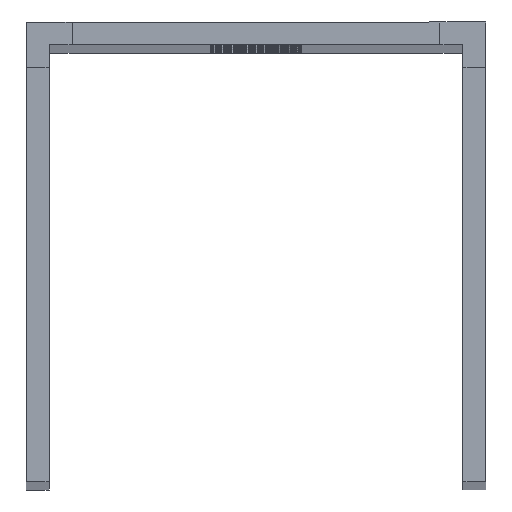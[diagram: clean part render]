
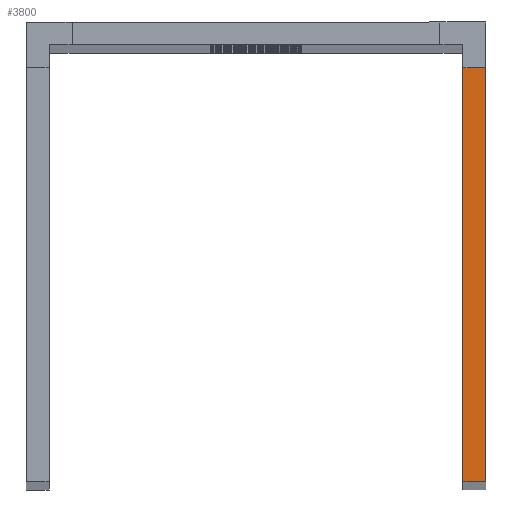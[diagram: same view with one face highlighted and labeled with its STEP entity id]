
A CAD part, top view. The second image highlights one B-rep face of the part: STEP entity #3800.
In plain terms, the highlighted planar face has unit normal (0, 0, 1).
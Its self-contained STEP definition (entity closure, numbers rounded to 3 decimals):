
#491=FACE_OUTER_BOUND('',#743,.T.);
#743=EDGE_LOOP('',(#3324,#3325,#3326,#3327));
#753=LINE('',#5190,#1113);
#886=LINE('',#5663,#1246);
#891=LINE('',#5672,#1251);
#1106=LINE('',#6205,#1466);
#1113=VECTOR('',#4167,10.);
#1246=VECTOR('',#4518,10.);
#1251=VECTOR('',#4525,10.);
#1466=VECTOR('',#5162,10.);
#1472=VERTEX_POINT('',#5186);
#1474=VERTEX_POINT('',#5189);
#1705=VERTEX_POINT('',#5661);
#1708=VERTEX_POINT('',#5670);
#1817=EDGE_CURVE('',#1474,#1472,#753,.T.);
#2054=EDGE_CURVE('',#1472,#1705,#886,.T.);
#2059=EDGE_CURVE('',#1705,#1708,#891,.T.);
#2326=EDGE_CURVE('',#1708,#1474,#1106,.T.);
#3324=ORIENTED_EDGE('',*,*,#2054,.T.);
#3325=ORIENTED_EDGE('',*,*,#2059,.T.);
#3326=ORIENTED_EDGE('',*,*,#2326,.T.);
#3327=ORIENTED_EDGE('',*,*,#1817,.T.);
#3451=PLANE('',#4153);
#3800=ADVANCED_FACE('',(#491),#3451,.T.);
#4153=AXIS2_PLACEMENT_3D('',#6204,#5160,#5161);
#4167=DIRECTION('',(0.,1.,0.));
#4518=DIRECTION('',(-1.,0.,0.));
#4525=DIRECTION('',(0.,-1.,0.));
#5160=DIRECTION('center_axis',(0.,0.,1.));
#5161=DIRECTION('ref_axis',(1.,0.,0.));
#5162=DIRECTION('',(1.,0.,0.));
#5186=CARTESIAN_POINT('',(50.,45.,520.));
#5189=CARTESIAN_POINT('',(50.,0.,520.));
#5190=CARTESIAN_POINT('',(50.,140.407,520.));
#5661=CARTESIAN_POINT('',(47.5,45.,520.));
#5663=CARTESIAN_POINT('',(47.906,45.,520.));
#5670=CARTESIAN_POINT('',(47.5,0.,520.));
#5672=CARTESIAN_POINT('',(47.5,140.407,520.));
#6204=CARTESIAN_POINT('Origin',(5.,50.,520.));
#6205=CARTESIAN_POINT('',(47.5,0.,520.));
